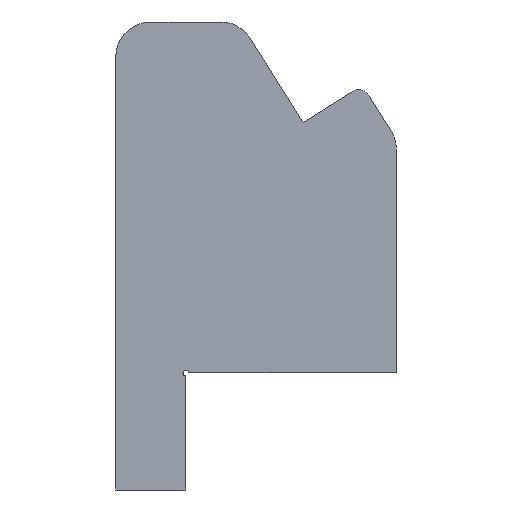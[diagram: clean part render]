
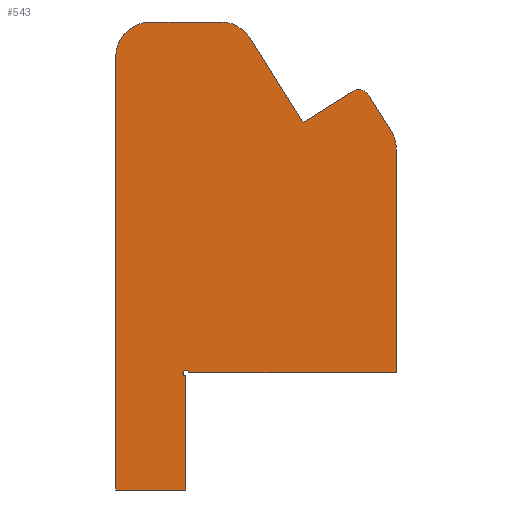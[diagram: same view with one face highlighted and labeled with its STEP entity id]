
A CAD part, front view. The second image highlights one B-rep face of the part: STEP entity #543.
In plain terms, the highlighted planar face has unit normal (0, -1, 0).
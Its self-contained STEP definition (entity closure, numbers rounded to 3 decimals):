
#23=CIRCLE('',#566,1.);
#28=CIRCLE('',#574,3.);
#29=CIRCLE('',#577,3.);
#30=CIRCLE('',#579,3.);
#31=CIRCLE('',#582,0.25);
#82=FACE_OUTER_BOUND('',#117,.T.);
#117=EDGE_LOOP('',(#485,#486,#487,#488,#489,#490,#491,#492,#493,#494,#495,
#496,#497,#498));
#140=LINE('',#851,#193);
#151=LINE('',#884,#204);
#156=LINE('',#897,#209);
#160=LINE('',#907,#213);
#161=LINE('',#909,#214);
#165=LINE('',#929,#218);
#167=LINE('',#933,#220);
#169=LINE('',#937,#222);
#170=LINE('',#939,#223);
#193=VECTOR('',#643,10.);
#204=VECTOR('',#670,10.);
#209=VECTOR('',#685,10.);
#213=VECTOR('',#695,10.);
#214=VECTOR('',#698,10.);
#218=VECTOR('',#722,10.);
#220=VECTOR('',#726,10.);
#222=VECTOR('',#730,10.);
#223=VECTOR('',#733,10.);
#242=VERTEX_POINT('',#841);
#243=VERTEX_POINT('',#843);
#245=VERTEX_POINT('',#849);
#257=VERTEX_POINT('',#877);
#258=VERTEX_POINT('',#879);
#259=VERTEX_POINT('',#883);
#260=VERTEX_POINT('',#887);
#261=VERTEX_POINT('',#891);
#262=VERTEX_POINT('',#893);
#263=VERTEX_POINT('',#899);
#264=VERTEX_POINT('',#901);
#265=VERTEX_POINT('',#905);
#272=VERTEX_POINT('',#931);
#273=VERTEX_POINT('',#935);
#300=EDGE_CURVE('',#242,#243,#23,.T.);
#304=EDGE_CURVE('',#245,#242,#140,.T.);
#318=EDGE_CURVE('',#257,#258,#28,.T.);
#320=EDGE_CURVE('',#258,#259,#151,.T.);
#322=EDGE_CURVE('',#259,#260,#29,.T.);
#325=EDGE_CURVE('',#261,#262,#30,.T.);
#327=EDGE_CURVE('',#243,#261,#156,.T.);
#329=EDGE_CURVE('',#264,#263,#31,.T.);
#332=EDGE_CURVE('',#265,#263,#160,.T.);
#333=EDGE_CURVE('',#262,#265,#161,.T.);
#343=EDGE_CURVE('',#245,#260,#165,.F.);
#345=EDGE_CURVE('',#272,#257,#167,.T.);
#347=EDGE_CURVE('',#273,#272,#169,.T.);
#348=EDGE_CURVE('',#264,#273,#170,.T.);
#485=ORIENTED_EDGE('',*,*,#300,.F.);
#486=ORIENTED_EDGE('',*,*,#304,.F.);
#487=ORIENTED_EDGE('',*,*,#343,.T.);
#488=ORIENTED_EDGE('',*,*,#322,.F.);
#489=ORIENTED_EDGE('',*,*,#320,.F.);
#490=ORIENTED_EDGE('',*,*,#318,.F.);
#491=ORIENTED_EDGE('',*,*,#345,.F.);
#492=ORIENTED_EDGE('',*,*,#347,.F.);
#493=ORIENTED_EDGE('',*,*,#348,.F.);
#494=ORIENTED_EDGE('',*,*,#329,.T.);
#495=ORIENTED_EDGE('',*,*,#332,.F.);
#496=ORIENTED_EDGE('',*,*,#333,.F.);
#497=ORIENTED_EDGE('',*,*,#325,.F.);
#498=ORIENTED_EDGE('',*,*,#327,.F.);
#515=PLANE('',#598);
#543=ADVANCED_FACE('',(#82),#515,.F.);
#566=AXIS2_PLACEMENT_3D('',#844,#636,#637);
#574=AXIS2_PLACEMENT_3D('',#880,#665,#666);
#577=AXIS2_PLACEMENT_3D('',#888,#674,#675);
#579=AXIS2_PLACEMENT_3D('',#894,#680,#681);
#582=AXIS2_PLACEMENT_3D('',#902,#689,#690);
#598=AXIS2_PLACEMENT_3D('',#940,#734,#735);
#636=DIRECTION('center_axis',(0.,1.,0.));
#637=DIRECTION('ref_axis',(0.223,0.,0.975));
#643=DIRECTION('',(0.847,0.,0.531));
#665=DIRECTION('center_axis',(0.,1.,0.));
#666=DIRECTION('ref_axis',(-0.707,0.,0.707));
#670=DIRECTION('',(1.,0.,0.));
#674=DIRECTION('center_axis',(0.,1.,0.));
#675=DIRECTION('ref_axis',(0.484,0.,0.875));
#680=DIRECTION('center_axis',(0.,1.,0.));
#681=DIRECTION('ref_axis',(0.961,0.,0.277));
#685=DIRECTION('',(0.531,0.,-0.847));
#689=DIRECTION('center_axis',(0.,1.,0.));
#690=DIRECTION('ref_axis',(1.,0.,0.));
#695=DIRECTION('',(-1.,0.,0.));
#698=DIRECTION('',(0.,0.,-1.));
#722=DIRECTION('',(0.531,0.,-0.847));
#726=DIRECTION('',(0.,0.,1.));
#730=DIRECTION('',(-1.,0.,0.));
#733=DIRECTION('',(0.,0.,-1.));
#734=DIRECTION('center_axis',(0.,1.,0.));
#735=DIRECTION('ref_axis',(-1.,0.,0.));
#841=CARTESIAN_POINT('',(387.55,-4.,-69.006));
#843=CARTESIAN_POINT('',(388.928,-4.,-69.321));
#844=CARTESIAN_POINT('Origin',(388.081,-4.,-69.853));
#849=CARTESIAN_POINT('',(383.314,-4.,-71.663));
#851=CARTESIAN_POINT('',(379.302,-4.,-74.18));
#877=CARTESIAN_POINT('',(367.3,-4.,-66.075));
#879=CARTESIAN_POINT('',(370.3,-4.,-63.075));
#880=CARTESIAN_POINT('Origin',(370.3,-4.,-66.075));
#883=CARTESIAN_POINT('',(376.267,-4.,-63.075));
#884=CARTESIAN_POINT('',(373.296,-4.,-63.075));
#887=CARTESIAN_POINT('',(378.808,-4.,-64.481));
#888=CARTESIAN_POINT('Origin',(376.267,-4.,-66.075));
#891=CARTESIAN_POINT('',(390.824,-4.,-72.344));
#893=CARTESIAN_POINT('',(391.283,-4.,-73.938));
#894=CARTESIAN_POINT('Origin',(388.283,-4.,-73.938));
#897=CARTESIAN_POINT('',(390.397,-4.,-71.663));
#899=CARTESIAN_POINT('',(373.55,-4.,-93.075));
#901=CARTESIAN_POINT('',(373.3,-4.,-93.325));
#902=CARTESIAN_POINT('Origin',(373.3,-4.,-93.075));
#905=CARTESIAN_POINT('',(391.283,-4.,-93.075));
#907=CARTESIAN_POINT('',(385.287,-4.,-93.075));
#909=CARTESIAN_POINT('',(391.283,-4.,-78.075));
#929=CARTESIAN_POINT('',(382.621,-4.,-70.558));
#931=CARTESIAN_POINT('',(367.3,-4.,-103.075));
#933=CARTESIAN_POINT('',(367.3,-4.,-93.075));
#935=CARTESIAN_POINT('',(373.3,-4.,-103.075));
#937=CARTESIAN_POINT('',(376.296,-4.,-103.075));
#939=CARTESIAN_POINT('',(373.3,-4.,-88.075));
#940=CARTESIAN_POINT('Origin',(379.292,-4.,-83.075));
